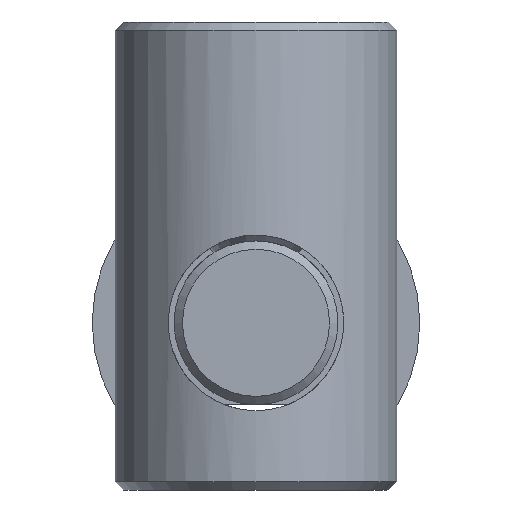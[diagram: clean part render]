
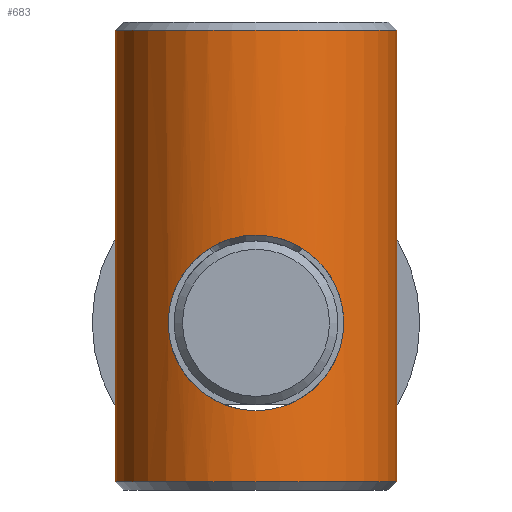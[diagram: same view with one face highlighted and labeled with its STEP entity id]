
A CAD part, left-side view. The second image highlights one B-rep face of the part: STEP entity #683.
In plain terms, the highlighted cylindrical face has radius 8.425 mm (diameter 16.85 mm), a full revolution.
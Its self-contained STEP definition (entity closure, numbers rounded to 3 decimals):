
#17=B_SPLINE_CURVE_WITH_KNOTS('',3,(#1070,#1071,#1072,#1073,#1074,#1075,
#1076,#1077,#1078,#1079,#1080,#1081,#1082,#1083,#1084,#1085,#1086,#1087,
#1088),.UNSPECIFIED.,.F.,.F.,(4,2,2,2,3,2,2,2,4),(-0.819,-0.615,
-0.411,-0.205,0.,0.205,
0.411,0.615,0.819),.UNSPECIFIED.);
#18=B_SPLINE_CURVE_WITH_KNOTS('',3,(#1096,#1097,#1098,#1099,#1100,#1101,
#1102,#1103,#1104,#1105,#1106,#1107,#1108,#1109,#1110,#1111,#1112,#1113),
 .UNSPECIFIED.,.F.,.F.,(4,2,2,2,2,2,2,2,4),(0.819,1.022,
1.226,1.432,1.637,1.843,2.048,
2.252,2.456),.UNSPECIFIED.);
#19=B_SPLINE_CURVE_WITH_KNOTS('',3,(#1117,#1118,#1119,#1120,#1121,#1122,
#1123,#1124,#1125,#1126,#1127,#1128,#1129,#1130,#1131,#1132,#1133,#1134),
 .UNSPECIFIED.,.F.,.F.,(4,2,2,2,2,2,2,2,4),(0.819,1.022,
1.226,1.432,1.637,1.843,2.048,
2.252,2.456),.UNSPECIFIED.);
#20=B_SPLINE_CURVE_WITH_KNOTS('',3,(#1135,#1136,#1137,#1138,#1139,#1140,
#1141,#1142,#1143,#1144,#1145,#1146,#1147,#1148,#1149,#1150,#1151,#1152,
#1153),.UNSPECIFIED.,.F.,.F.,(4,2,2,2,3,2,2,2,4),(-0.819,-0.615,
-0.411,-0.205,0.,0.205,0.411,
0.615,0.819),.UNSPECIFIED.);
#30=FACE_BOUND('',#111,.T.);
#74=FACE_OUTER_BOUND('',#110,.T.);
#110=EDGE_LOOP('',(#491,#492,#493,#494,#495,#496,#497,#498,#499,#500,#501));
#111=EDGE_LOOP('',(#502,#503));
#159=LINE('',#1068,#203);
#160=LINE('',#1090,#204);
#203=VECTOR('',#872,8.425);
#204=VECTOR('',#873,8.425);
#235=CIRCLE('',#750,8.425);
#236=CIRCLE('',#751,8.425);
#237=CIRCLE('',#752,8.425);
#238=CIRCLE('',#753,8.425);
#239=CIRCLE('',#754,8.425);
#287=VERTEX_POINT('',#1064);
#288=VERTEX_POINT('',#1065);
#289=VERTEX_POINT('',#1067);
#290=VERTEX_POINT('',#1069);
#291=VERTEX_POINT('',#1089);
#292=VERTEX_POINT('',#1091);
#293=VERTEX_POINT('',#1093);
#294=VERTEX_POINT('',#1115);
#295=VERTEX_POINT('',#1116);
#364=EDGE_CURVE('',#287,#288,#235,.T.);
#365=EDGE_CURVE('',#288,#289,#159,.T.);
#366=EDGE_CURVE('',#289,#290,#17,.F.);
#367=EDGE_CURVE('',#290,#291,#160,.T.);
#368=EDGE_CURVE('',#291,#292,#236,.T.);
#369=EDGE_CURVE('',#292,#293,#237,.T.);
#370=EDGE_CURVE('',#293,#291,#238,.T.);
#371=EDGE_CURVE('',#290,#289,#18,.F.);
#372=EDGE_CURVE('',#288,#287,#239,.T.);
#373=EDGE_CURVE('',#294,#295,#19,.F.);
#374=EDGE_CURVE('',#295,#294,#20,.F.);
#491=ORIENTED_EDGE('',*,*,#364,.T.);
#492=ORIENTED_EDGE('',*,*,#365,.T.);
#493=ORIENTED_EDGE('',*,*,#366,.T.);
#494=ORIENTED_EDGE('',*,*,#367,.T.);
#495=ORIENTED_EDGE('',*,*,#368,.T.);
#496=ORIENTED_EDGE('',*,*,#369,.T.);
#497=ORIENTED_EDGE('',*,*,#370,.T.);
#498=ORIENTED_EDGE('',*,*,#367,.F.);
#499=ORIENTED_EDGE('',*,*,#371,.T.);
#500=ORIENTED_EDGE('',*,*,#365,.F.);
#501=ORIENTED_EDGE('',*,*,#372,.T.);
#502=ORIENTED_EDGE('',*,*,#373,.T.);
#503=ORIENTED_EDGE('',*,*,#374,.T.);
#626=CYLINDRICAL_SURFACE('',#749,8.425);
#683=ADVANCED_FACE('',(#74,#30),#626,.T.);
#749=AXIS2_PLACEMENT_3D('',#1063,#868,#869);
#750=AXIS2_PLACEMENT_3D('',#1066,#870,#871);
#751=AXIS2_PLACEMENT_3D('',#1092,#874,#875);
#752=AXIS2_PLACEMENT_3D('',#1094,#876,#877);
#753=AXIS2_PLACEMENT_3D('',#1095,#878,#879);
#754=AXIS2_PLACEMENT_3D('',#1114,#880,#881);
#868=DIRECTION('center_axis',(0.,0.,1.));
#869=DIRECTION('ref_axis',(1.,0.,0.));
#870=DIRECTION('center_axis',(0.,0.,-1.));
#871=DIRECTION('ref_axis',(1.,0.,0.));
#872=DIRECTION('',(0.,0.,-1.));
#873=DIRECTION('',(0.,0.,-1.));
#874=DIRECTION('center_axis',(0.,0.,1.));
#875=DIRECTION('ref_axis',(1.,0.,0.));
#876=DIRECTION('center_axis',(0.,0.,1.));
#877=DIRECTION('ref_axis',(1.,0.,0.));
#878=DIRECTION('center_axis',(0.,0.,1.));
#879=DIRECTION('ref_axis',(1.,0.,0.));
#880=DIRECTION('center_axis',(0.,0.,-1.));
#881=DIRECTION('ref_axis',(1.,0.,0.));
#1063=CARTESIAN_POINT('Origin',(-22.5,0.,-10.));
#1064=CARTESIAN_POINT('',(-14.075,0.,17.5));
#1065=CARTESIAN_POINT('',(-30.925,0.,17.5));
#1066=CARTESIAN_POINT('Origin',(-22.5,0.,17.5));
#1067=CARTESIAN_POINT('',(-30.925,0.,5.25));
#1068=CARTESIAN_POINT('',(-30.925,0.,-10.));
#1069=CARTESIAN_POINT('',(-30.925,0.,-5.25));
#1070=CARTESIAN_POINT('Ctrl Pts',(-30.925,0.,-5.25));
#1071=CARTESIAN_POINT('Ctrl Pts',(-30.925,-0.679,-5.25));
#1072=CARTESIAN_POINT('Ctrl Pts',(-30.836,-1.392,-5.11));
#1073=CARTESIAN_POINT('Ctrl Pts',(-30.515,-2.681,-4.568));
#1074=CARTESIAN_POINT('Ctrl Pts',(-30.286,-3.258,-4.166));
#1075=CARTESIAN_POINT('Ctrl Pts',(-29.838,-4.17,-3.255));
#1076=CARTESIAN_POINT('Ctrl Pts',(-29.586,-4.569,-2.678));
#1077=CARTESIAN_POINT('Ctrl Pts',(-29.207,-5.109,-1.394));
#1078=CARTESIAN_POINT('Ctrl Pts',(-29.089,-5.25,-0.685));
#1079=CARTESIAN_POINT('Ctrl Pts',(-29.089,-5.25,0.));
#1080=CARTESIAN_POINT('Ctrl Pts',(-29.089,-5.25,0.685));
#1081=CARTESIAN_POINT('Ctrl Pts',(-29.207,-5.109,1.394));
#1082=CARTESIAN_POINT('Ctrl Pts',(-29.586,-4.569,2.678));
#1083=CARTESIAN_POINT('Ctrl Pts',(-29.838,-4.17,3.255));
#1084=CARTESIAN_POINT('Ctrl Pts',(-30.286,-3.258,4.166));
#1085=CARTESIAN_POINT('Ctrl Pts',(-30.515,-2.681,4.568));
#1086=CARTESIAN_POINT('Ctrl Pts',(-30.836,-1.392,5.11));
#1087=CARTESIAN_POINT('Ctrl Pts',(-30.925,-0.679,5.25));
#1088=CARTESIAN_POINT('Ctrl Pts',(-30.925,0.,5.25));
#1089=CARTESIAN_POINT('',(-30.925,0.,-9.5));
#1090=CARTESIAN_POINT('',(-30.925,0.,-10.));
#1091=CARTESIAN_POINT('',(-22.5,-8.425,-9.5));
#1092=CARTESIAN_POINT('Origin',(-22.5,0.,-9.5));
#1093=CARTESIAN_POINT('',(-22.5,8.425,-9.5));
#1094=CARTESIAN_POINT('Origin',(-22.5,0.,-9.5));
#1095=CARTESIAN_POINT('Origin',(-22.5,0.,-9.5));
#1096=CARTESIAN_POINT('Ctrl Pts',(-30.925,0.,5.25));
#1097=CARTESIAN_POINT('Ctrl Pts',(-30.925,0.679,5.25));
#1098=CARTESIAN_POINT('Ctrl Pts',(-30.836,1.392,5.11));
#1099=CARTESIAN_POINT('Ctrl Pts',(-30.515,2.681,4.568));
#1100=CARTESIAN_POINT('Ctrl Pts',(-30.286,3.258,4.166));
#1101=CARTESIAN_POINT('Ctrl Pts',(-29.838,4.17,3.255));
#1102=CARTESIAN_POINT('Ctrl Pts',(-29.586,4.569,2.678));
#1103=CARTESIAN_POINT('Ctrl Pts',(-29.207,5.109,1.394));
#1104=CARTESIAN_POINT('Ctrl Pts',(-29.089,5.25,0.685));
#1105=CARTESIAN_POINT('Ctrl Pts',(-29.089,5.25,-0.685));
#1106=CARTESIAN_POINT('Ctrl Pts',(-29.207,5.109,-1.394));
#1107=CARTESIAN_POINT('Ctrl Pts',(-29.586,4.569,-2.678));
#1108=CARTESIAN_POINT('Ctrl Pts',(-29.838,4.17,-3.255));
#1109=CARTESIAN_POINT('Ctrl Pts',(-30.286,3.258,-4.166));
#1110=CARTESIAN_POINT('Ctrl Pts',(-30.515,2.681,-4.568));
#1111=CARTESIAN_POINT('Ctrl Pts',(-30.836,1.392,-5.11));
#1112=CARTESIAN_POINT('Ctrl Pts',(-30.925,0.679,-5.25));
#1113=CARTESIAN_POINT('Ctrl Pts',(-30.925,0.,-5.25));
#1114=CARTESIAN_POINT('Origin',(-22.5,0.,17.5));
#1115=CARTESIAN_POINT('',(-14.075,0.,5.25));
#1116=CARTESIAN_POINT('',(-14.075,0.,-5.25));
#1117=CARTESIAN_POINT('Ctrl Pts',(-14.075,0.,-5.25));
#1118=CARTESIAN_POINT('Ctrl Pts',(-14.075,0.679,-5.25));
#1119=CARTESIAN_POINT('Ctrl Pts',(-14.164,1.392,-5.11));
#1120=CARTESIAN_POINT('Ctrl Pts',(-14.485,2.681,-4.568));
#1121=CARTESIAN_POINT('Ctrl Pts',(-14.714,3.258,-4.166));
#1122=CARTESIAN_POINT('Ctrl Pts',(-15.162,4.17,-3.255));
#1123=CARTESIAN_POINT('Ctrl Pts',(-15.414,4.569,-2.678));
#1124=CARTESIAN_POINT('Ctrl Pts',(-15.793,5.109,-1.394));
#1125=CARTESIAN_POINT('Ctrl Pts',(-15.911,5.25,-0.685));
#1126=CARTESIAN_POINT('Ctrl Pts',(-15.911,5.25,0.685));
#1127=CARTESIAN_POINT('Ctrl Pts',(-15.793,5.109,1.394));
#1128=CARTESIAN_POINT('Ctrl Pts',(-15.414,4.569,2.678));
#1129=CARTESIAN_POINT('Ctrl Pts',(-15.162,4.17,3.255));
#1130=CARTESIAN_POINT('Ctrl Pts',(-14.714,3.258,4.166));
#1131=CARTESIAN_POINT('Ctrl Pts',(-14.485,2.681,4.568));
#1132=CARTESIAN_POINT('Ctrl Pts',(-14.164,1.392,5.11));
#1133=CARTESIAN_POINT('Ctrl Pts',(-14.075,0.679,5.25));
#1134=CARTESIAN_POINT('Ctrl Pts',(-14.075,0.,5.25));
#1135=CARTESIAN_POINT('Ctrl Pts',(-14.075,0.,5.25));
#1136=CARTESIAN_POINT('Ctrl Pts',(-14.075,-0.679,5.25));
#1137=CARTESIAN_POINT('Ctrl Pts',(-14.164,-1.392,5.11));
#1138=CARTESIAN_POINT('Ctrl Pts',(-14.485,-2.681,4.568));
#1139=CARTESIAN_POINT('Ctrl Pts',(-14.714,-3.258,4.166));
#1140=CARTESIAN_POINT('Ctrl Pts',(-15.162,-4.17,3.255));
#1141=CARTESIAN_POINT('Ctrl Pts',(-15.414,-4.569,2.678));
#1142=CARTESIAN_POINT('Ctrl Pts',(-15.793,-5.109,1.394));
#1143=CARTESIAN_POINT('Ctrl Pts',(-15.911,-5.25,0.685));
#1144=CARTESIAN_POINT('Ctrl Pts',(-15.911,-5.25,0.));
#1145=CARTESIAN_POINT('Ctrl Pts',(-15.911,-5.25,-0.685));
#1146=CARTESIAN_POINT('Ctrl Pts',(-15.793,-5.109,-1.394));
#1147=CARTESIAN_POINT('Ctrl Pts',(-15.414,-4.569,-2.678));
#1148=CARTESIAN_POINT('Ctrl Pts',(-15.162,-4.17,-3.255));
#1149=CARTESIAN_POINT('Ctrl Pts',(-14.714,-3.258,-4.166));
#1150=CARTESIAN_POINT('Ctrl Pts',(-14.485,-2.681,-4.568));
#1151=CARTESIAN_POINT('Ctrl Pts',(-14.164,-1.392,-5.11));
#1152=CARTESIAN_POINT('Ctrl Pts',(-14.075,-0.679,-5.25));
#1153=CARTESIAN_POINT('Ctrl Pts',(-14.075,0.,-5.25));
